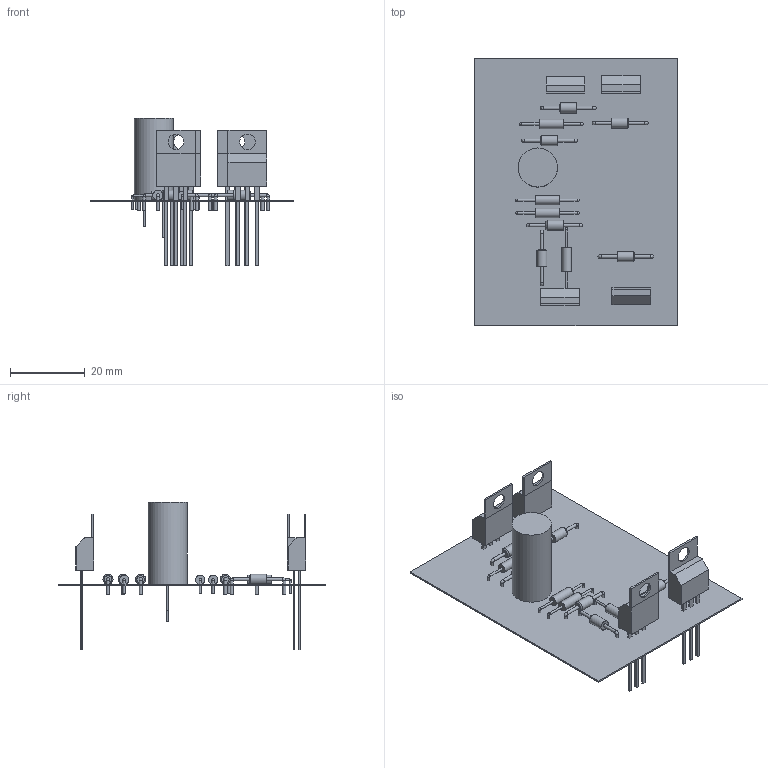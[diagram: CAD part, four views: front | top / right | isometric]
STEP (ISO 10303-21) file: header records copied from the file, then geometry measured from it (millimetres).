
FILE_DESCRIPTION(('Open CASCADE Model'),'2;1');
FILE_NAME('Open CASCADE Shape Model','2020-01-26T00:15:37',('Author'),( 'Open CASCADE'),'Open CASCADE STEP processor 6.8','Open CASCADE 6.8' ,'Unknown');
FILE_SCHEMA(('AUTOMOTIVE_DESIGN { 1 0 10303 214 1 1 1 1 }'));
Length unit declared in the file: millimetre
Products named in the file (50): PCB; Board; Open CASCADE STEP translator 6.8 2.1.1; yy; 5934914656; SimpleBody; Pin1; Pin2; R7; 5934920976; Sweep1; Sweep2; R6; R5; 5934907936; R4; Q4; 5934920736; Tab; Body; PinsArray; Q3; 5934913696; Q2; Q1; D6; 5934919616; D5; D4; 5934909216; D3; 5934922016; D2; D1
Assembly tree (56 placements, depth 4):
  PCB
    Board
      Open CASCADE STEP translator 6.8 2.1.1
    yy
      5934914656
        SimpleBody
        Pin1
        Pin2
    R7
      5934920976
        SimpleBody
        Sweep1
        Sweep2
    R6
      5934920976
        SimpleBody
        Sweep1
        Sweep2
    R5
      5934907936
        SimpleBody
        Sweep1
        Sweep2
    R4
      5934920976
        SimpleBody
        Sweep1
        Sweep2
    Q4
      5934920736
        Tab
        Body
        PinsArray
    Q3
      5934913696
        Tab
        Body
        PinsArray
    Q2
      5934920736
        Tab
        Body
        PinsArray
    Q1
      5934920736
        Tab
        Body
        PinsArray
    D6
      5934919616
        Body
        Sweep1
        Sweep2
    D5
      5934919616
        Body
        Sweep1
        Sweep2
    D4
      5934909216
Bounding box: 54.36 x 71.75 x 39.51 mm (x, y, z)
Volume: 5693.8 mm3; surface area: 12402 mm2
Topology: 54 solids, 54 shells, 328 faces, 604 edges, 384 vertices
Faces by surface type: plane 245, cylinder 57, revolution 10, torus 10, cone 6
Full cylindrical faces by diameter (mm): 0.6 x18, 0.86 x24, 2.5 x4, 2.71 x6, 4.19 x4, 10.5 x1
Entity records: 5373 total; most frequent: DIRECTION 845, CARTESIAN_POINT 748, ORIENTED_EDGE 628, EDGE_CURVE 314, AXIS2_PLACEMENT_3D 297, LINE 246, VECTOR 246, VERTEX_POINT 200
